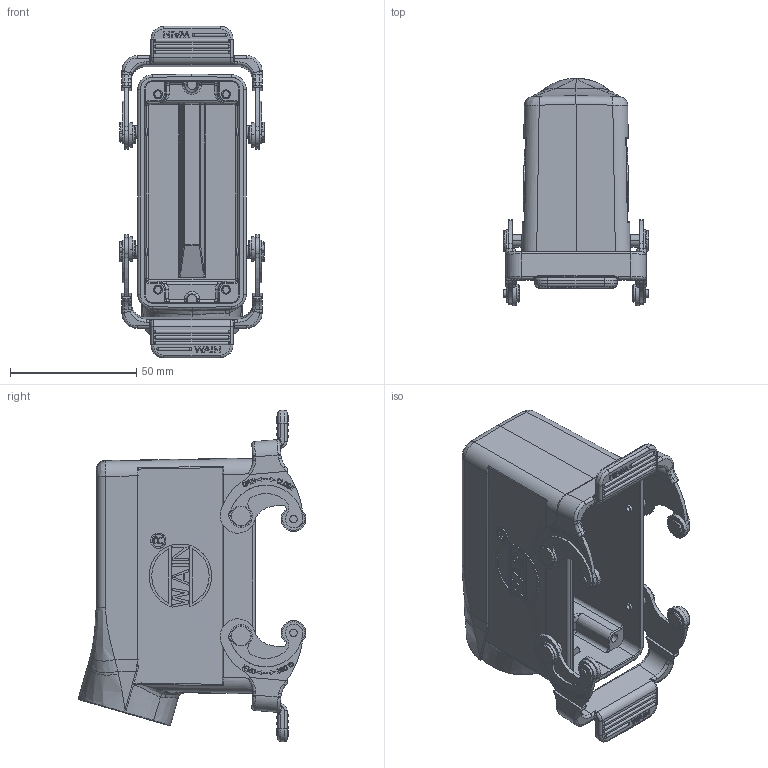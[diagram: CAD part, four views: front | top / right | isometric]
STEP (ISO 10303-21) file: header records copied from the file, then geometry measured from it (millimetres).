
FILE_DESCRIPTION(/* description */ (''),/* implementation_level */ '2;1');
FILE_NAME(/* name */ '3D_1240165411011_HV16B-SE-2L_SC-PG21_V1.1.stp',/* time_stamp */ '2024-01-09T11:32:42+08:00',/* author */ (''),/* organization */ (''),/* preprocessor_version */ 'ST-DEVELOPER v18.1',/* originating_system */ 'SIEMENS PLM Software NX 1980',/* authorisation */ '');
FILE_SCHEMA (('AUTOMOTIVE_DESIGN { 1 0 10303 214 3 1 1 1 }'));
Products named in the file (1): 145928480B21yz6x
Bounding box: 57.5 x 90.23 x 131.3 mm (x, y, z)
Volume: 81140.3 mm3; surface area: 53699.8 mm2
Topology: 3 solids, 4 shells, 1679 faces, 4518 edges, 2980 vertices
Faces by surface type: plane 824, cylinder 460, torus 113, extrusion 90, bspline 74, cone 70, sphere 46, revolution 2
Full cylindrical faces by diameter (mm): 24 x1, 26.9 x1
Entity records: 59316 total; most frequent: CARTESIAN_POINT 18650, ORIENTED_EDGE 8932, DIRECTION 7650, EDGE_CURVE 4466, VERTEX_POINT 2978, AXIS2_PLACEMENT_3D 2687, VECTOR 2274, LINE 2184
